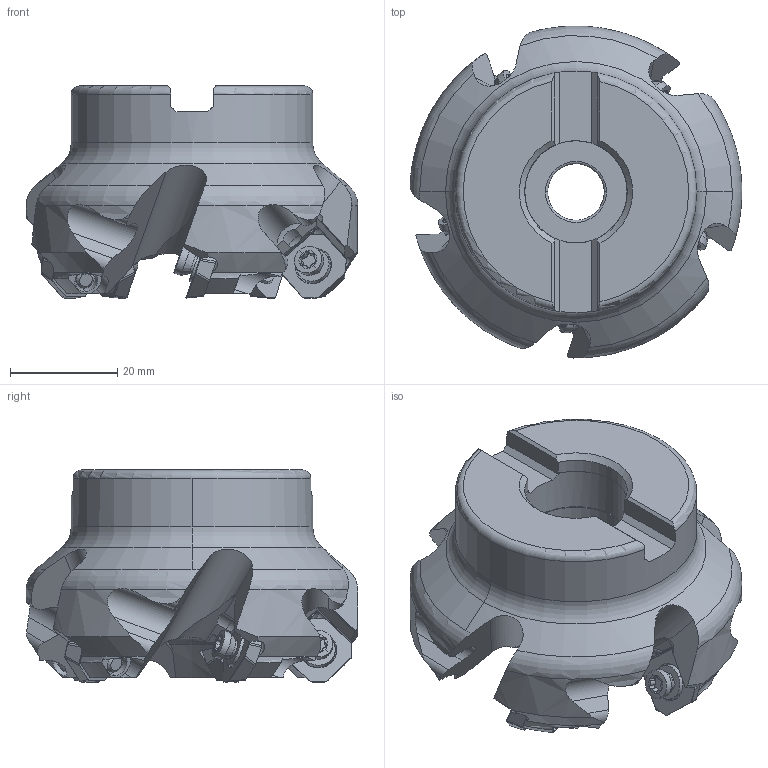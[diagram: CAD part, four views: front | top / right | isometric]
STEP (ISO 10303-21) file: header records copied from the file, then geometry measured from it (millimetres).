
FILE_DESCRIPTION(/* description */ (''),/* implementation_level */ '2;1');
FILE_NAME(/* name */ 'ASX445R0205.stp',/* time_stamp */ '2021-09-08T11:41:07+09:00',/* author */ (''),/* organization */ (''),/* preprocessor_version */ 'ST-DEVELOPER v16',/* originating_system */ 'SIEMENS PLM Software NX 10.0',/* authorisation */ '');
FILE_SCHEMA (('AUTOMOTIVE_DESIGN { 1 0 10303 214 3 1 1 1 }'));
Length unit declared in the file: millimetre
Products named in the file (1): ASX445R0205_ASM
Bounding box: 61.8 x 61.82 x 39.49 mm (x, y, z)
Volume: 55982.2 mm3; surface area: 17253.8 mm2
Topology: 16 solids, 16 shells, 763 faces, 2089 edges, 1411 vertices
Faces by surface type: plane 321, cylinder 302, cone 85, torus 35, sphere 10, bspline 10
Entity records: 27129 total; most frequent: CARTESIAN_POINT 7007, DIRECTION 4190, ORIENTED_EDGE 4138, EDGE_CURVE 2069, AXIS2_PLACEMENT_3D 1657, VERTEX_POINT 1354, LINE 876, VECTOR 876
